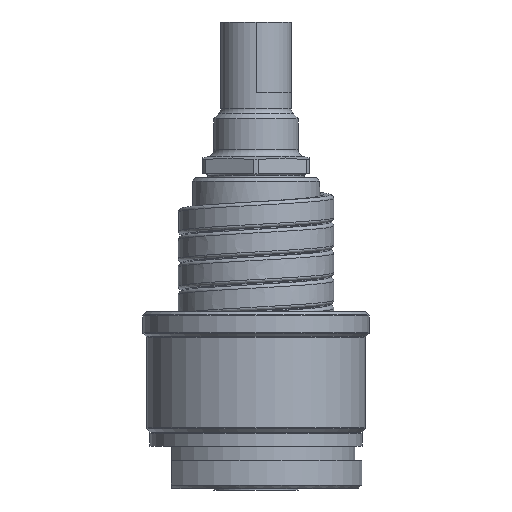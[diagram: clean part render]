
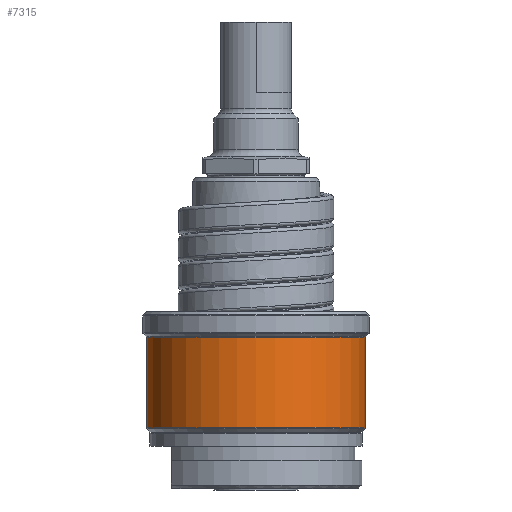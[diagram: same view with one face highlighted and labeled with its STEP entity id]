
A CAD part, front view. The second image highlights one B-rep face of the part: STEP entity #7315.
In plain terms, the highlighted cylindrical face has radius 15.5 mm (diameter 31 mm), a partial arc.
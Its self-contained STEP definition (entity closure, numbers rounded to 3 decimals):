
#1550=CARTESIAN_POINT('',(0.,0.,8.583));
#1551=DIRECTION('',(0.,0.,1.));
#1552=DIRECTION('',(-1.,0.,0.));
#1553=AXIS2_PLACEMENT_3D('',#1550,#1551,#1552);
#1555=DIRECTION('',(0.,0.,-1.));
#1556=VECTOR('',#1555,12.835);
#1557=CARTESIAN_POINT('',(-15.5,0.,21.417));
#1558=LINE('',#1557,#1556);
#1559=CARTESIAN_POINT('',(0.,0.,21.417));
#1560=DIRECTION('',(0.,0.,1.));
#1561=DIRECTION('',(-1.,0.,0.));
#1562=AXIS2_PLACEMENT_3D('',#1559,#1560,#1561);
#1564=DIRECTION('',(0.,0.,-1.));
#1565=VECTOR('',#1564,12.835);
#1566=CARTESIAN_POINT('',(15.5,0.,21.417));
#1567=LINE('',#1566,#1565);
#5463=CARTESIAN_POINT('',(15.5,0.,21.417));
#5464=CARTESIAN_POINT('',(-15.5,0.,21.417));
#5465=VERTEX_POINT('',#5463);
#5466=VERTEX_POINT('',#5464);
#5489=CARTESIAN_POINT('',(15.5,0.,8.583));
#5490=VERTEX_POINT('',#5489);
#5491=CARTESIAN_POINT('',(-15.5,0.,8.583));
#5492=VERTEX_POINT('',#5491);
#7303=CARTESIAN_POINT('',(0.,0.,7.15));
#7304=DIRECTION('',(0.,0.,1.));
#7305=DIRECTION('',(-1.,0.,0.));
#7306=AXIS2_PLACEMENT_3D('',#7303,#7304,#7305);
#7307=CYLINDRICAL_SURFACE('',#7306,15.5);
#7308=ORIENTED_EDGE('',*,*,#7275,.F.);
#7309=ORIENTED_EDGE('',*,*,#7293,.F.);
#7311=ORIENTED_EDGE('',*,*,#7310,.T.);
#7312=ORIENTED_EDGE('',*,*,#7289,.T.);
#7313=EDGE_LOOP('',(#7308,#7309,#7311,#7312));
#7314=FACE_OUTER_BOUND('',#7313,.F.);
#1554=CIRCLE('',#1553,15.5);
#1563=CIRCLE('',#1562,15.5);
#7275=EDGE_CURVE('',#5492,#5490,#1554,.T.);
#7289=EDGE_CURVE('',#5465,#5490,#1567,.T.);
#7293=EDGE_CURVE('',#5466,#5492,#1558,.T.);
#7310=EDGE_CURVE('',#5466,#5465,#1563,.T.);
#7315=ADVANCED_FACE('',(#7314),#7307,.T.);
